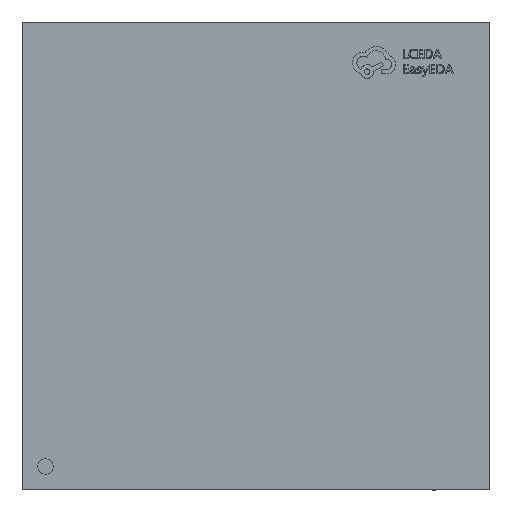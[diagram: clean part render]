
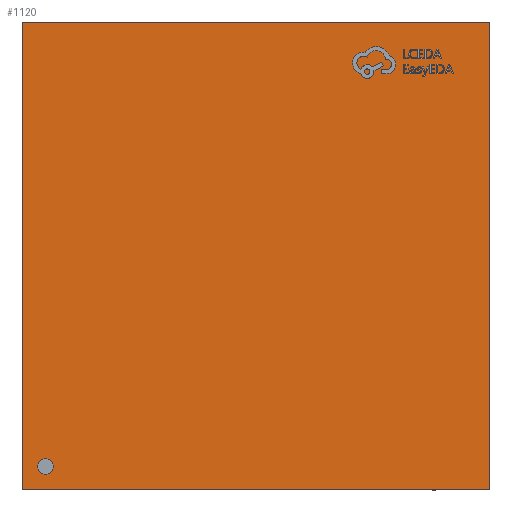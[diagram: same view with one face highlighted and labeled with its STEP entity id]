
A CAD part, top view. The second image highlights one B-rep face of the part: STEP entity #1120.
In plain terms, the highlighted planar face has unit normal (0, 0, 1).
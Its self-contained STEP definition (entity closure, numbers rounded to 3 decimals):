
#565 = ORIENTED_EDGE ( 'NONE', *, *, #22777, .T. ) ;
#881 = DIRECTION ( 'NONE',  ( -1., 0., 0. ) ) ;
#941 = AXIS2_PLACEMENT_3D ( 'NONE', #28215, #4588, #2431 ) ;
#1020 = VERTEX_POINT ( 'NONE', #30285 ) ;
#1120 = ADVANCED_FACE ( 'NONE', ( #16522, #16390 ), #23879, .F. ) ;
#1364 = VERTEX_POINT ( 'NONE', #21221 ) ;
#1674 = DIRECTION ( 'NONE',  ( 0., 1., 0. ) ) ;
#2082 = VERTEX_POINT ( 'NONE', #26540 ) ;
#2431 = DIRECTION ( 'NONE',  ( 0., -1., 0. ) ) ;
#2726 = CARTESIAN_POINT ( 'NONE',  ( 3., 3., 0.88 ) ) ;
#2862 = VERTEX_POINT ( 'NONE', #29826 ) ;
#2995 = EDGE_CURVE ( 'NONE', #2082, #2862, #23127, .T. ) ;
#3278 = EDGE_CURVE ( 'NONE', #9335, #14288, #22226, .T. ) ;
#3386 = CARTESIAN_POINT ( 'NONE',  ( 3., 3., 0.88 ) ) ;
#3641 = ORIENTED_EDGE ( 'NONE', *, *, #20118, .T. ) ;
#4263 = EDGE_LOOP ( 'NONE', ( #27433, #18617 ) ) ;
#4276 = CARTESIAN_POINT ( 'NONE',  ( 3., -3., 0.88 ) ) ;
#4460 = CARTESIAN_POINT ( 'NONE',  ( -2.7, -2.7, 0.88 ) ) ;
#4588 = DIRECTION ( 'NONE',  ( 0., 0., -1. ) ) ;
#4710 = LINE ( 'NONE', #4276, #19725 ) ;
#7731 = LINE ( 'NONE', #22980, #12729 ) ;
#8223 = VECTOR ( 'NONE', #881, 1000. ) ;
#8591 = VECTOR ( 'NONE', #21883, 1000. ) ;
#8707 = AXIS2_PLACEMENT_3D ( 'NONE', #12540, #13009, #13159 ) ;
#9335 = VERTEX_POINT ( 'NONE', #2726 ) ;
#10354 = EDGE_CURVE ( 'NONE', #1364, #1020, #4710, .T. ) ;
#10635 = EDGE_LOOP ( 'NONE', ( #21217, #565, #21454, #3641 ) ) ;
#11684 = AXIS2_PLACEMENT_3D ( 'NONE', #4460, #13917, #1674 ) ;
#12540 = CARTESIAN_POINT ( 'NONE',  ( -2.7, -2.7, 0.88 ) ) ;
#12729 = VECTOR ( 'NONE', #15625, 1000. ) ;
#13009 = DIRECTION ( 'NONE',  ( 0., 0., 1. ) ) ;
#13159 = DIRECTION ( 'NONE',  ( 0., 1., 0. ) ) ;
#13917 = DIRECTION ( 'NONE',  ( 0., 0., 1. ) ) ;
#14288 = VERTEX_POINT ( 'NONE', #29877 ) ;
#14595 = CIRCLE ( 'NONE', #8707, 0.1 ) ;
#15625 = DIRECTION ( 'NONE',  ( 0., -1., 0. ) ) ;
#16390 = FACE_OUTER_BOUND ( 'NONE', #10635, .T. ) ;
#16522 = FACE_BOUND ( 'NONE', #4263, .T. ) ;
#18617 = ORIENTED_EDGE ( 'NONE', *, *, #21018, .F. ) ;
#19524 = LINE ( 'NONE', #24330, #8591 ) ;
#19725 = VECTOR ( 'NONE', #28341, 1000. ) ;
#20118 = EDGE_CURVE ( 'NONE', #1020, #9335, #19524, .T. ) ;
#21018 = EDGE_CURVE ( 'NONE', #2862, #2082, #14595, .T. ) ;
#21217 = ORIENTED_EDGE ( 'NONE', *, *, #3278, .T. ) ;
#21221 = CARTESIAN_POINT ( 'NONE',  ( -3., -3., 0.88 ) ) ;
#21454 = ORIENTED_EDGE ( 'NONE', *, *, #10354, .T. ) ;
#21883 = DIRECTION ( 'NONE',  ( 0., 1., 0. ) ) ;
#22226 = LINE ( 'NONE', #3386, #8223 ) ;
#22777 = EDGE_CURVE ( 'NONE', #14288, #1364, #7731, .T. ) ;
#22980 = CARTESIAN_POINT ( 'NONE',  ( -3., -3., 0.88 ) ) ;
#23127 = CIRCLE ( 'NONE', #11684, 0.1 ) ;
#23879 = PLANE ( 'NONE',  #941 ) ;
#24330 = CARTESIAN_POINT ( 'NONE',  ( 3., -3., 0.88 ) ) ;
#26540 = CARTESIAN_POINT ( 'NONE',  ( -2.7, -2.6, 0.88 ) ) ;
#27433 = ORIENTED_EDGE ( 'NONE', *, *, #2995, .F. ) ;
#28215 = CARTESIAN_POINT ( 'NONE',  ( 0., 0., 0.88 ) ) ;
#28341 = DIRECTION ( 'NONE',  ( 1., 0., 0. ) ) ;
#29826 = CARTESIAN_POINT ( 'NONE',  ( -2.7, -2.8, 0.88 ) ) ;
#29877 = CARTESIAN_POINT ( 'NONE',  ( -3., 3., 0.88 ) ) ;
#30285 = CARTESIAN_POINT ( 'NONE',  ( 3., -3., 0.88 ) ) ;
